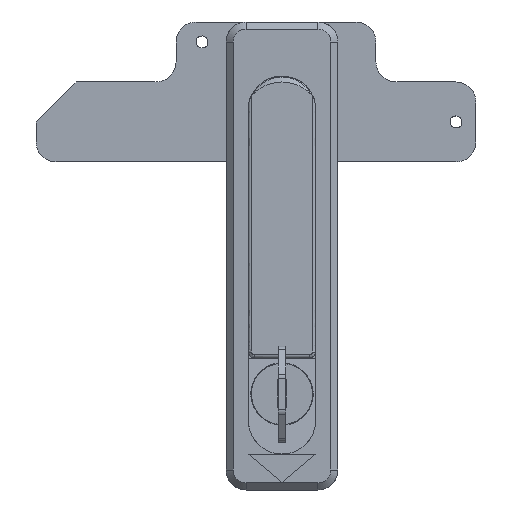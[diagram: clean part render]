
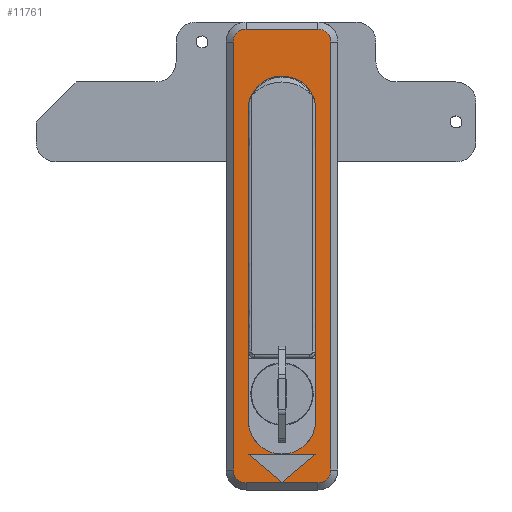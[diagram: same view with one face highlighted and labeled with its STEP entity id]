
A CAD part, front view. The second image highlights one B-rep face of the part: STEP entity #11761.
In plain terms, the highlighted free-form (B-spline) face has degree [1, 1] with [2, 2] control points.
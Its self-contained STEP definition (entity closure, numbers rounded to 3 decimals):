
#9633=CARTESIAN_POINT('',(-15.0,-12.23,-87.));
#9634=VERTEX_POINT('',#9633);
#9649=CARTESIAN_POINT('',(-15.0,-12.23,20.));
#9650=VERTEX_POINT('',#9649);
#9656=CARTESIAN_POINT('',(-15.0,-12.23,-87.));
#9657=CARTESIAN_POINT('',(-15.0,-12.23,20.));
#9658=QUASI_UNIFORM_CURVE('',1,(#9656,#9657),.UNSPECIFIED.,.F.,.U.);
#9659=EDGE_CURVE('',#9634,#9650,#9658,.T.);
#9680=CARTESIAN_POINT('',(-15.0,-9.0,23.23));
#9681=VERTEX_POINT('',#9680);
#9687=CARTESIAN_POINT('',(-15.0,-12.23,20.));
#9688=CARTESIAN_POINT('',(-15.,-12.23,23.23));
#9689=CARTESIAN_POINT('',(-15.0,-9.0,23.23));
#9697=(BOUNDED_CURVE()B_SPLINE_CURVE(2,(#9687,#9688,#9689),.UNSPECIFIED.,.F.,.U.)CURVE()GEOMETRIC_REPRESENTATION_ITEM()QUASI_UNIFORM_CURVE()RATIONAL_B_SPLINE_CURVE((1.0,0.707,1.0))REPRESENTATION_ITEM(''));
#9698=EDGE_CURVE('',#9650,#9681,#9697,.T.);
#9731=CARTESIAN_POINT('',(-15.0,-9.0,-90.23));
#9732=VERTEX_POINT('',#9731);
#9754=CARTESIAN_POINT('',(-15.0,-9.0,-90.23));
#9755=CARTESIAN_POINT('',(-15.,-12.23,-90.23));
#9756=CARTESIAN_POINT('',(-15.0,-12.23,-87.));
#9764=(BOUNDED_CURVE()B_SPLINE_CURVE(2,(#9754,#9755,#9756),.UNSPECIFIED.,.F.,.U.)CURVE()GEOMETRIC_REPRESENTATION_ITEM()QUASI_UNIFORM_CURVE()RATIONAL_B_SPLINE_CURVE((1.0,0.707,1.0))REPRESENTATION_ITEM(''));
#9765=EDGE_CURVE('',#9732,#9634,#9764,.T.);
#9777=CARTESIAN_POINT('',(-15.0,9.0,23.23));
#9778=VERTEX_POINT('',#9777);
#9784=CARTESIAN_POINT('',(-15.0,-9.0,23.23));
#9785=CARTESIAN_POINT('',(-15.0,9.0,23.23));
#9786=QUASI_UNIFORM_CURVE('',1,(#9784,#9785),.UNSPECIFIED.,.F.,.U.);
#9787=EDGE_CURVE('',#9681,#9778,#9786,.T.);
#9803=CARTESIAN_POINT('',(-15.0,9.0,-90.23));
#9804=VERTEX_POINT('',#9803);
#9818=CARTESIAN_POINT('',(-15.0,9.0,-90.23));
#9819=CARTESIAN_POINT('',(-15.0,-9.0,-90.23));
#9820=QUASI_UNIFORM_CURVE('',1,(#9818,#9819),.UNSPECIFIED.,.F.,.U.);
#9821=EDGE_CURVE('',#9804,#9732,#9820,.T.);
#9842=CARTESIAN_POINT('',(-15.0,12.23,20.));
#9843=VERTEX_POINT('',#9842);
#9849=CARTESIAN_POINT('',(-15.0,9.0,23.23));
#9850=CARTESIAN_POINT('',(-15.,12.23,23.23));
#9851=CARTESIAN_POINT('',(-15.0,12.23,20.));
#9859=(BOUNDED_CURVE()B_SPLINE_CURVE(2,(#9849,#9850,#9851),.UNSPECIFIED.,.F.,.U.)CURVE()GEOMETRIC_REPRESENTATION_ITEM()QUASI_UNIFORM_CURVE()RATIONAL_B_SPLINE_CURVE((1.0,0.707,1.0))REPRESENTATION_ITEM(''));
#9860=EDGE_CURVE('',#9778,#9843,#9859,.T.);
#9893=CARTESIAN_POINT('',(-15.0,12.23,-87.));
#9894=VERTEX_POINT('',#9893);
#9916=CARTESIAN_POINT('',(-15.0,12.23,-87.));
#9917=CARTESIAN_POINT('',(-15.,12.23,-90.23));
#9918=CARTESIAN_POINT('',(-15.0,9.0,-90.23));
#9926=(BOUNDED_CURVE()B_SPLINE_CURVE(2,(#9916,#9917,#9918),.UNSPECIFIED.,.F.,.U.)CURVE()GEOMETRIC_REPRESENTATION_ITEM()QUASI_UNIFORM_CURVE()RATIONAL_B_SPLINE_CURVE((1.0,0.707,1.0))REPRESENTATION_ITEM(''));
#9927=EDGE_CURVE('',#9894,#9804,#9926,.T.);
#9944=CARTESIAN_POINT('',(-15.0,12.23,20.));
#9945=CARTESIAN_POINT('',(-15.0,12.23,-87.));
#9946=QUASI_UNIFORM_CURVE('',1,(#9944,#9945),.UNSPECIFIED.,.F.,.U.);
#9947=EDGE_CURVE('',#9843,#9894,#9946,.T.);
#10630=CARTESIAN_POINT('',(-15.0,8.5,-83.));
#10631=VERTEX_POINT('',#10630);
#10632=CARTESIAN_POINT('',(-15.0,0.,-90.));
#10633=VERTEX_POINT('',#10632);
#10634=CARTESIAN_POINT('',(-15.0,8.5,-83.));
#10635=CARTESIAN_POINT('',(-15.0,0.,-90.));
#10636=QUASI_UNIFORM_CURVE('',1,(#10634,#10635),.UNSPECIFIED.,.F.,.U.);
#10637=EDGE_CURVE('',#10631,#10633,#10636,.T.);
#10658=CARTESIAN_POINT('',(-15.0,-8.5,-83.));
#10659=VERTEX_POINT('',#10658);
#10660=CARTESIAN_POINT('',(-15.0,-8.5,-83.));
#10661=CARTESIAN_POINT('',(-15.0,8.5,-83.));
#10662=QUASI_UNIFORM_CURVE('',1,(#10660,#10661),.UNSPECIFIED.,.F.,.U.);
#10663=EDGE_CURVE('',#10659,#10631,#10662,.T.);
#10680=CARTESIAN_POINT('',(-15.0,0.,-90.));
#10681=CARTESIAN_POINT('',(-15.0,-8.5,-83.));
#10682=QUASI_UNIFORM_CURVE('',1,(#10680,#10681),.UNSPECIFIED.,.F.,.U.);
#10683=EDGE_CURVE('',#10633,#10659,#10682,.T.);
#11529=CARTESIAN_POINT('',(-15.0,8.5,-71.));
#11530=VERTEX_POINT('',#11529);
#11536=CARTESIAN_POINT('',(-15.,-8.5,-71.));
#11537=VERTEX_POINT('',#11536);
#11538=CARTESIAN_POINT('',(-15.0,8.5,-71.));
#11539=CARTESIAN_POINT('',(-15.,8.5,-79.5));
#11540=CARTESIAN_POINT('',(-15.,0.0,-79.5));
#11541=CARTESIAN_POINT('',(-15.,-8.5,-79.5));
#11542=CARTESIAN_POINT('',(-15.,-8.5,-71.));
#11550=(BOUNDED_CURVE()B_SPLINE_CURVE(2,(#11538,#11539,#11540,#11541,#11542),.UNSPECIFIED.,.F.,.U.)B_SPLINE_CURVE_WITH_KNOTS((3,2,3),(0.0,0.5,1.0),.UNSPECIFIED.)CURVE()GEOMETRIC_REPRESENTATION_ITEM()RATIONAL_B_SPLINE_CURVE((1.0,0.707,1.0,0.707,1.0))REPRESENTATION_ITEM(''));
#11551=EDGE_CURVE('',#11530,#11537,#11550,.T.);
#11709=CARTESIAN_POINT('',(-15.0,13.452,28.897));
#11710=CARTESIAN_POINT('',(-15.0,-13.452,28.897));
#11711=CARTESIAN_POINT('',(-15.0,13.452,-95.897));
#11712=CARTESIAN_POINT('',(-15.0,-13.452,-95.897));
#11713=B_SPLINE_SURFACE_WITH_KNOTS('',1,1,((#11709,#11711),(#11710,#11712)),.UNSPECIFIED.,.F.,.F.,.U.,(2,2),(2,2),(0.0,26.904),(0.0,124.795),.UNSPECIFIED.);
#11714=ORIENTED_EDGE('',*,*,#9765,.T.);
#11715=ORIENTED_EDGE('',*,*,#9659,.T.);
#11716=ORIENTED_EDGE('',*,*,#9698,.T.);
#11717=ORIENTED_EDGE('',*,*,#9787,.T.);
#11718=ORIENTED_EDGE('',*,*,#9860,.T.);
#11719=ORIENTED_EDGE('',*,*,#9947,.T.);
#11720=ORIENTED_EDGE('',*,*,#9927,.T.);
#11721=ORIENTED_EDGE('',*,*,#9821,.T.);
#11722=EDGE_LOOP('',(#11714,#11715,#11716,#11717,#11718,#11719,#11720,#11721));
#11723=FACE_OUTER_BOUND('',#11722,.T.);
#11724=CARTESIAN_POINT('',(-15.,8.5,3.));
#11725=VERTEX_POINT('',#11724);
#11726=CARTESIAN_POINT('',(-15.0,8.5,-71.));
#11727=CARTESIAN_POINT('',(-15.,8.5,3.));
#11728=QUASI_UNIFORM_CURVE('',1,(#11726,#11727),.UNSPECIFIED.,.F.,.U.);
#11729=EDGE_CURVE('',#11530,#11725,#11728,.T.);
#11730=ORIENTED_EDGE('',*,*,#11729,.T.);
#11731=CARTESIAN_POINT('',(-15.,-8.5,3.));
#11732=VERTEX_POINT('',#11731);
#11733=CARTESIAN_POINT('',(-15.,-8.5,3.));
#11734=CARTESIAN_POINT('',(-15.,-8.5,11.5));
#11735=CARTESIAN_POINT('',(-15.,0.0,11.5));
#11736=CARTESIAN_POINT('',(-15.,8.5,11.5));
#11737=CARTESIAN_POINT('',(-15.,8.5,3.));
#11745=(BOUNDED_CURVE()B_SPLINE_CURVE(2,(#11733,#11734,#11735,#11736,#11737),.UNSPECIFIED.,.F.,.U.)B_SPLINE_CURVE_WITH_KNOTS((3,2,3),(0.0,0.5,1.0),.UNSPECIFIED.)CURVE()GEOMETRIC_REPRESENTATION_ITEM()RATIONAL_B_SPLINE_CURVE((1.0,0.707,1.0,0.707,1.0))REPRESENTATION_ITEM(''));
#11746=EDGE_CURVE('',#11732,#11725,#11745,.T.);
#11747=ORIENTED_EDGE('',*,*,#11746,.F.);
#11748=CARTESIAN_POINT('',(-15.,-8.5,3.));
#11749=CARTESIAN_POINT('',(-15.,-8.5,-71.));
#11750=QUASI_UNIFORM_CURVE('',1,(#11748,#11749),.UNSPECIFIED.,.F.,.U.);
#11751=EDGE_CURVE('',#11732,#11537,#11750,.T.);
#11752=ORIENTED_EDGE('',*,*,#11751,.T.);
#11753=ORIENTED_EDGE('',*,*,#11551,.F.);
#11754=EDGE_LOOP('',(#11730,#11747,#11752,#11753));
#11755=FACE_BOUND('',#11754,.T.);
#11756=ORIENTED_EDGE('',*,*,#10683,.F.);
#11757=ORIENTED_EDGE('',*,*,#10637,.F.);
#11758=ORIENTED_EDGE('',*,*,#10663,.F.);
#11759=EDGE_LOOP('',(#11756,#11757,#11758));
#11760=FACE_BOUND('',#11759,.T.);
#11761=ADVANCED_FACE('',(#11723,#11755,#11760),#11713,.F.);
